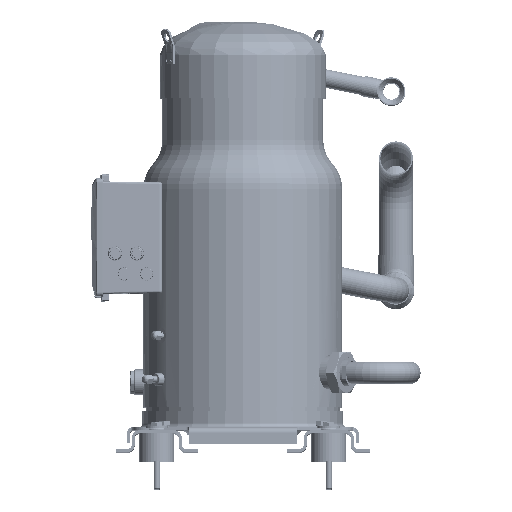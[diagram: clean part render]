
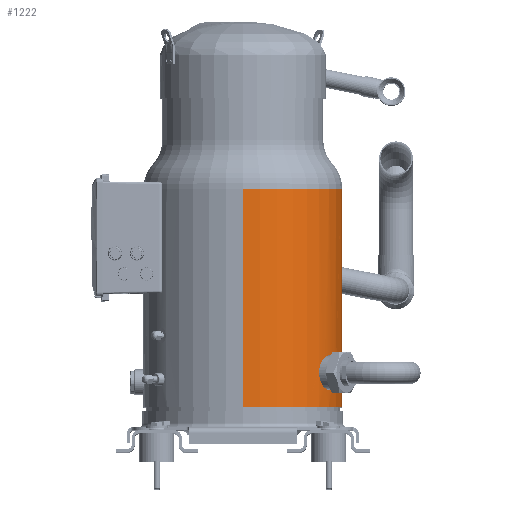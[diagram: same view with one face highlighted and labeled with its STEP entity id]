
A CAD part, top view. The second image highlights one B-rep face of the part: STEP entity #1222.
In plain terms, the highlighted cylindrical face has radius 159.01 mm (diameter 318.02 mm), a partial arc.
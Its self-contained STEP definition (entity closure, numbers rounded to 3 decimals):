
#213=DIRECTION('',(0.,0.,-1.));
#214=VECTOR('',#213,348.024);
#215=CARTESIAN_POINT('',(159.01,0.,0.));
#216=LINE('',#215,#214);
#217=DIRECTION('',(0.,0.,-1.));
#218=VECTOR('',#217,348.024);
#219=CARTESIAN_POINT('',(-159.01,0.,0.));
#220=LINE('',#219,#218);
#221=CARTESIAN_POINT('',(0.,0.,0.));
#222=DIRECTION('',(0.,0.,-1.));
#223=DIRECTION('',(1.,0.,0.));
#224=AXIS2_PLACEMENT_3D('',#221,#222,#223);
#226=CARTESIAN_POINT('',(79.505,-137.707,-27.3));
#227=CARTESIAN_POINT('',(81.187,-136.736,-27.3));
#228=CARTESIAN_POINT('',(84.437,-134.778,-27.702));
#229=CARTESIAN_POINT('',(89.07,-131.758,-29.487));
#230=CARTESIAN_POINT('',(93.194,-128.866,-32.386));
#231=CARTESIAN_POINT('',(96.65,-126.286,-36.233));
#232=CARTESIAN_POINT('',(99.369,-124.149,-40.935));
#233=CARTESIAN_POINT('',(101.213,-122.642,-46.194));
#234=CARTESIAN_POINT('',(102.163,-121.848,-51.912));
#235=CARTESIAN_POINT('',(102.164,-121.847,-57.68));
#236=CARTESIAN_POINT('',(101.215,-122.64,-63.398));
#237=CARTESIAN_POINT('',(99.374,-124.145,-68.654));
#238=CARTESIAN_POINT('',(96.656,-126.281,-73.36));
#239=CARTESIAN_POINT('',(93.202,-128.86,-77.207));
#240=CARTESIAN_POINT('',(89.076,-131.754,-80.111));
#241=CARTESIAN_POINT('',(84.443,-134.774,-81.897));
#242=CARTESIAN_POINT('',(81.189,-136.734,-82.3));
#243=CARTESIAN_POINT('',(79.505,-137.707,-82.3));
#245=CARTESIAN_POINT('',(79.505,-137.707,-82.3));
#246=CARTESIAN_POINT('',(77.823,-138.678,-82.3));
#247=CARTESIAN_POINT('',(74.503,-140.514,-81.898));
#248=CARTESIAN_POINT('',(69.571,-143.016,-80.113));
#249=CARTESIAN_POINT('',(65.005,-145.141,-77.214));
#250=CARTESIAN_POINT('',(61.042,-146.844,-73.367));
#251=CARTESIAN_POINT('',(57.831,-148.13,-68.665));
#252=CARTESIAN_POINT('',(55.604,-148.974,-63.406));
#253=CARTESIAN_POINT('',(54.442,-149.4,-57.688));
#254=CARTESIAN_POINT('',(54.441,-149.4,-51.92));
#255=CARTESIAN_POINT('',(55.602,-148.975,-46.202));
#256=CARTESIAN_POINT('',(57.825,-148.132,-40.946));
#257=CARTESIAN_POINT('',(61.035,-146.847,-36.24));
#258=CARTESIAN_POINT('',(64.995,-145.145,-32.393));
#259=CARTESIAN_POINT('',(69.565,-143.019,-29.489));
#260=CARTESIAN_POINT('',(74.497,-140.517,-27.703));
#261=CARTESIAN_POINT('',(77.821,-138.679,-27.3));
#262=CARTESIAN_POINT('',(79.505,-137.707,-27.3));
#274=CARTESIAN_POINT('',(0.,0.,-348.024));
#275=DIRECTION('',(0.,0.,-1.));
#276=DIRECTION('',(1.,0.,0.));
#277=AXIS2_PLACEMENT_3D('',#274,#275,#276);
#1005=CARTESIAN_POINT('',(159.01,0.,0.));
#1006=CARTESIAN_POINT('',(159.01,0.,-348.024));
#1007=VERTEX_POINT('',#1005);
#1008=VERTEX_POINT('',#1006);
#1025=CARTESIAN_POINT('',(-159.01,0.,0.));
#1026=CARTESIAN_POINT('',(-159.01,0.,-348.024));
#1027=VERTEX_POINT('',#1025);
#1028=VERTEX_POINT('',#1026);
#1115=VERTEX_POINT('',#226);
#1116=VERTEX_POINT('',#243);
#1203=CARTESIAN_POINT('',(0.,0.,-526.89));
#1204=DIRECTION('',(0.,0.,1.));
#1205=DIRECTION('',(-1.,0.,0.));
#1206=AXIS2_PLACEMENT_3D('',#1203,#1204,#1205);
#1207=CYLINDRICAL_SURFACE('',#1206,159.01);
#1208=ORIENTED_EDGE('',*,*,#1156,.T.);
#1210=ORIENTED_EDGE('',*,*,#1209,.T.);
#1211=ORIENTED_EDGE('',*,*,#1160,.F.);
#1213=ORIENTED_EDGE('',*,*,#1212,.F.);
#1214=EDGE_LOOP('',(#1208,#1210,#1211,#1213));
#1215=FACE_OUTER_BOUND('',#1214,.F.);
#1217=ORIENTED_EDGE('',*,*,#1216,.F.);
#1219=ORIENTED_EDGE('',*,*,#1218,.F.);
#1220=EDGE_LOOP('',(#1217,#1219));
#1221=FACE_BOUND('',#1220,.F.);
#1222=ADVANCED_FACE('',(#1215,#1221),#1207,.T.);
#225=CIRCLE('',#224,159.01);
#244=B_SPLINE_CURVE_WITH_KNOTS('',3,(#226,#227,#228,#229,#230,#231,#232,#233,
#234,#235,#236,#237,#238,#239,#240,#241,#242,#243),.UNSPECIFIED.,.F.,.F.,(4,1,1,
1,1,1,1,1,1,1,1,1,1,1,1,4),(0.,0.067,0.133,0.2,
0.267,0.333,0.4,0.467,0.533,
0.6,0.667,0.733,0.8,0.867,
0.933,1.),.UNSPECIFIED.);
#263=B_SPLINE_CURVE_WITH_KNOTS('',3,(#245,#246,#247,#248,#249,#250,#251,#252,
#253,#254,#255,#256,#257,#258,#259,#260,#261,#262),.UNSPECIFIED.,.F.,.F.,(4,1,1,
1,1,1,1,1,1,1,1,1,1,1,1,4),(0.,0.067,0.133,0.2,
0.267,0.333,0.4,0.467,0.533,
0.6,0.667,0.733,0.8,0.867,
0.933,1.),.UNSPECIFIED.);
#278=CIRCLE('',#277,159.01);
#1156=EDGE_CURVE('',#1007,#1008,#216,.T.);
#1160=EDGE_CURVE('',#1027,#1028,#220,.T.);
#1209=EDGE_CURVE('',#1008,#1028,#278,.T.);
#1212=EDGE_CURVE('',#1007,#1027,#225,.T.);
#1216=EDGE_CURVE('',#1115,#1116,#244,.T.);
#1218=EDGE_CURVE('',#1116,#1115,#263,.T.);
